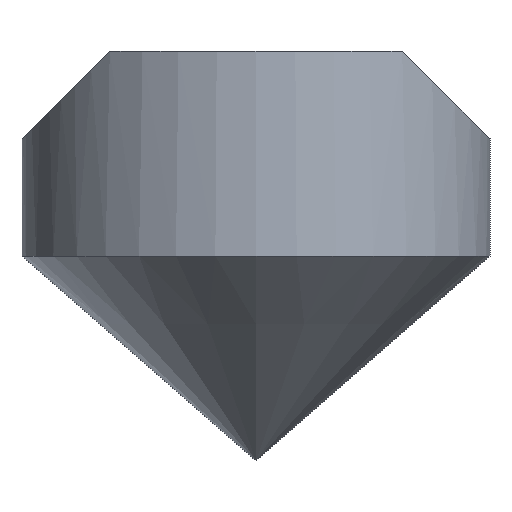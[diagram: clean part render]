
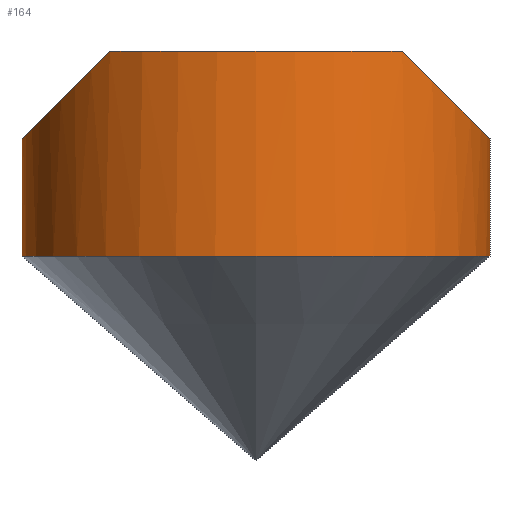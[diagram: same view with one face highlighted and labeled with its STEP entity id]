
A CAD part, front view. The second image highlights one B-rep face of the part: STEP entity #164.
In plain terms, the highlighted cylindrical face has radius 314.961 mm (diameter 629.921 mm), a partial arc.
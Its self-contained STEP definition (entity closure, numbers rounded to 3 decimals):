
#3=CARTESIAN_POINT('POINT2',(-314.961,
   0.,0.));
#4=VERTEX_POINT('VERTEX2',#3);
#11=CARTESIAN_POINT('POINT3',(314.961,0.,0.));
#12=VERTEX_POINT('VERTEX3',#11);
#13=CARTESIAN_POINT('POS2',(0.,0.,0.));
#14=DIRECTION('DIR2',(0.,0.,1.));
#15=DIRECTION('DIR3',(1.,0.,0.));
#16=AXIS2_PLACEMENT_3D('AXIS1',#13,#14,#15);
#17=CIRCLE('ELLIPSE1',#16,314.961);
#36=EDGE_CURVE('EDGE4',#4,#12,#17,.T.);
#78=CARTESIAN_POINT('POINT7',(314.961,
   0.,157.48));
#79=VERTEX_POINT('VERTEX7',#78);
#80=CARTESIAN_POINT('POS8',(314.961,0.,
   0.));
#81=DIRECTION('DIR13',(0.,0.,1.));
#82=VECTOR('VEC3',#81,1.);
#83=LINE('STRAIGHT3',#80,#82);
#84=EDGE_CURVE('EDGE9',#12,#79,#83,.T.);
#87=CARTESIAN_POINT('POINT8',(-314.961,
   0.,157.48));
#88=VERTEX_POINT('VERTEX8',#87);
#89=CARTESIAN_POINT('POS9',(-314.961,0.,
   0.));
#90=DIRECTION('DIR14',(0.,0.,-1.));
#91=VECTOR('VEC4',#90,1.);
#92=LINE('STRAIGHT4',#89,#91);
#93=EDGE_CURVE('EDGE10',#88,#4,#92,.T.);
#97=CARTESIAN_POINT('POS10',(0.,0.,472.441));
#98=DIRECTION('DIR15',(-0.707,0.,
   0.707));
#99=DIRECTION('DIR16',(0.707,0.,
   0.707));
#100=AXIS2_PLACEMENT_3D('AXIS6',#97,#98,#99);
#101=ELLIPSE('ELLIPSE4',#100,445.422,314.961)
   ;
#113=CARTESIAN_POINT('POS12',(0.,0.,472.441));
#114=DIRECTION('DIR19',(0.707,0.,
   0.707));
#115=DIRECTION('DIR20',(-0.707,0.,
   0.707));
#116=AXIS2_PLACEMENT_3D('AXIS8',#113,#114,#115);
#117=ELLIPSE('ELLIPSE6',#116,445.422,314.961)
   ;
#122=CARTESIAN_POINT('POS13',(0.,0.,0.));
#123=DIRECTION('DIR21',(0.,0.,1.));
#124=DIRECTION('DIR22',(1.,0.,0.));
#125=AXIS2_PLACEMENT_3D('AXIS9',#122,#123,#124);
#126=CYLINDRICAL_SURFACE('CONE_SURF2',#125,314.961);
#128=CARTESIAN_POINT('POINT11',(196.85,
   -245.866,275.591));
#129=VERTEX_POINT('VERTEX11',#128);
#136=EDGE_CURVE('EDGE15',#129,#79,#117,.T.);
#147=ORIENTED_EDGE('COEDGE22',*,*,#84,.T.);
#148=ORIENTED_EDGE('COEDGE23',*,*,#136,.F.);
#149=CARTESIAN_POINT('POINT12',(-196.85,
   -245.866,275.591));
#150=VERTEX_POINT('VERTEX12',#149);
#151=CARTESIAN_POINT('POS16',(0.,0.,275.591));
#152=DIRECTION('DIR26',(0.,0.,-1.));
#153=DIRECTION('DIR27',(0.,-1.,0.));
#154=AXIS2_PLACEMENT_3D('AXIS11',#151,#152,#153);
#155=CIRCLE('ELLIPSE7',#154,314.961);
#156=EDGE_CURVE('EDGE16',#129,#150,#155,.T.);
#157=ORIENTED_EDGE('COEDGE24',*,*,#156,.T.);
#158=EDGE_CURVE('EDGE17',#88,#150,#101,.T.);
#159=ORIENTED_EDGE('COEDGE25',*,*,#158,.F.);
#160=ORIENTED_EDGE('COEDGE26',*,*,#93,.T.);
#161=ORIENTED_EDGE('COEDGE27',*,*,#36,.T.);
#162=EDGE_LOOP('NONE',(#147,#148,#157,#159,#160,#161));
#163=FACE_BOUND('LOOP1',#162,.T.);
#164=ADVANCED_FACE('FACE7',(#163),#126,.T.);
